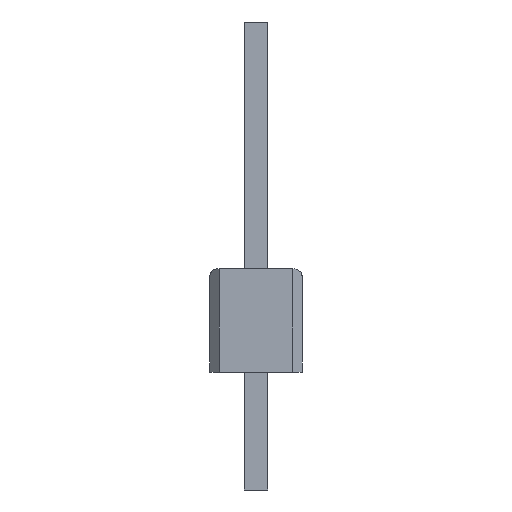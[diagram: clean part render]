
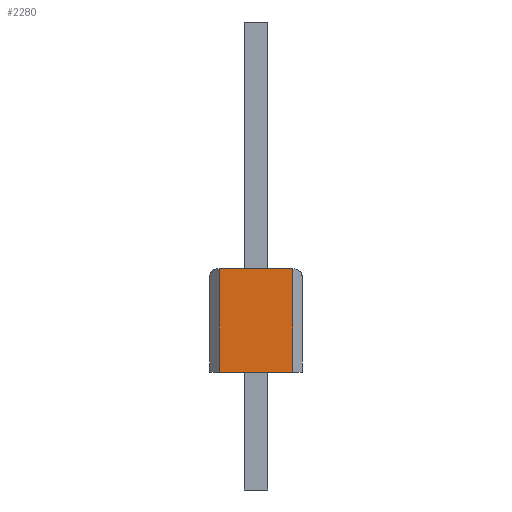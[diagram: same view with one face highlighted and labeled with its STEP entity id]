
A CAD part, left-side view. The second image highlights one B-rep face of the part: STEP entity #2280.
In plain terms, the highlighted planar face has unit normal (-1, 0, 0).
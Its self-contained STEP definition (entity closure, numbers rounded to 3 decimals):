
#134=DIRECTION('',(0.,0.,-1.));
#135=VECTOR('',#134,2.8);
#136=CARTESIAN_POINT('',(-10.16,1.,0.));
#137=LINE('',#136,#135);
#138=DIRECTION('',(0.,-1.,0.));
#139=VECTOR('',#138,2.);
#140=CARTESIAN_POINT('',(-10.16,1.,0.));
#141=LINE('',#140,#139);
#142=DIRECTION('',(0.,0.,-1.));
#143=VECTOR('',#142,2.8);
#144=CARTESIAN_POINT('',(-10.16,-1.,0.));
#145=LINE('',#144,#143);
#154=DIRECTION('',(0.,-1.,0.));
#155=VECTOR('',#154,2.);
#156=CARTESIAN_POINT('',(-10.16,1.,-2.8));
#157=LINE('',#156,#155);
#1918=CARTESIAN_POINT('',(-10.16,1.,0.));
#1919=CARTESIAN_POINT('',(-10.16,-1.,0.));
#1920=VERTEX_POINT('',#1918);
#1921=VERTEX_POINT('',#1919);
#2020=CARTESIAN_POINT('',(-10.16,1.,-2.8));
#2021=VERTEX_POINT('',#2020);
#2022=CARTESIAN_POINT('',(-10.16,-1.,-2.8));
#2023=VERTEX_POINT('',#2022);
#2265=CARTESIAN_POINT('',(-10.16,0.,0.));
#2266=DIRECTION('',(1.,0.,0.));
#2267=DIRECTION('',(0.,0.,-1.));
#2268=AXIS2_PLACEMENT_3D('',#2265,#2266,#2267);
#2269=PLANE('',#2268);
#2271=ORIENTED_EDGE('',*,*,#2270,.F.);
#2273=ORIENTED_EDGE('',*,*,#2272,.F.);
#2275=ORIENTED_EDGE('',*,*,#2274,.T.);
#2277=ORIENTED_EDGE('',*,*,#2276,.T.);
#2278=EDGE_LOOP('',(#2271,#2273,#2275,#2277));
#2279=FACE_OUTER_BOUND('',#2278,.F.);
#2270=EDGE_CURVE('',#2021,#2023,#157,.T.);
#2272=EDGE_CURVE('',#1920,#2021,#137,.T.);
#2274=EDGE_CURVE('',#1920,#1921,#141,.T.);
#2276=EDGE_CURVE('',#1921,#2023,#145,.T.);
#2280=ADVANCED_FACE('',(#2279),#2269,.F.);
